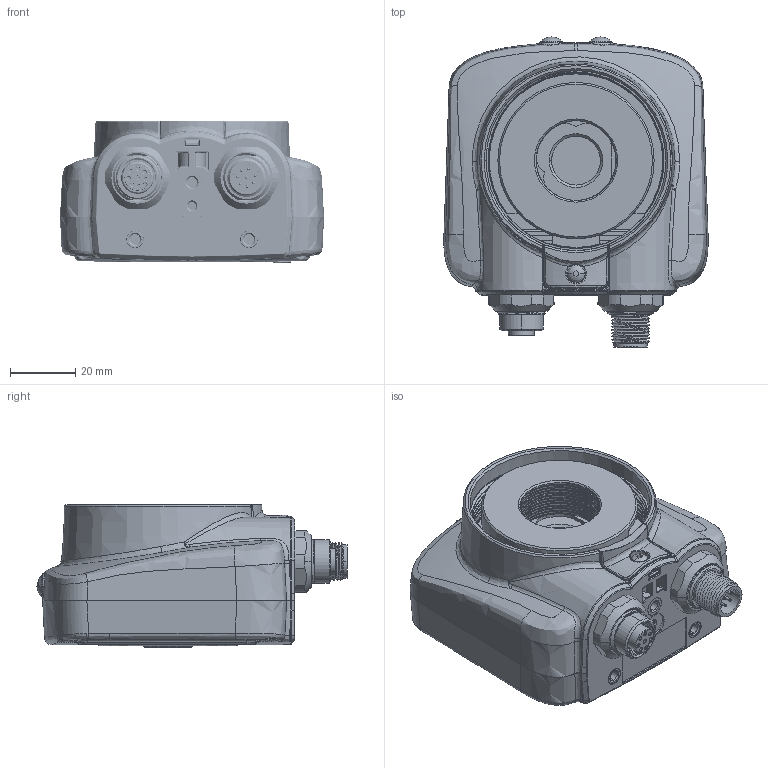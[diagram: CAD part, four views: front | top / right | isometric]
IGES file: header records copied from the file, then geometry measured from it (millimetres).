
Start section:  PTC IGES file: 159081.igs
Global section: file name: 159081.igs; native system: Pro/ENGINEER by Parametric Technology Corporation; preprocessor: 2009141; author: banengservice; organization: Unknown; date: 20120416.151705; units: inch
Bounding box: 81.17 x 95.25 x 43.85 mm (x, y, z)
Volume: 79339.1 mm3; surface area: 62295 mm2
Topology: 2 solids, 2 shells, 3030 faces, 7435 edges, 4456 vertices
Faces by surface type: revolution 1528, bspline 1479, extrusion 23
